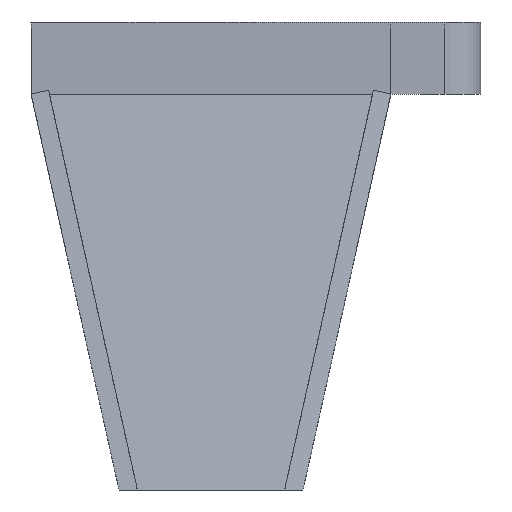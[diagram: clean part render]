
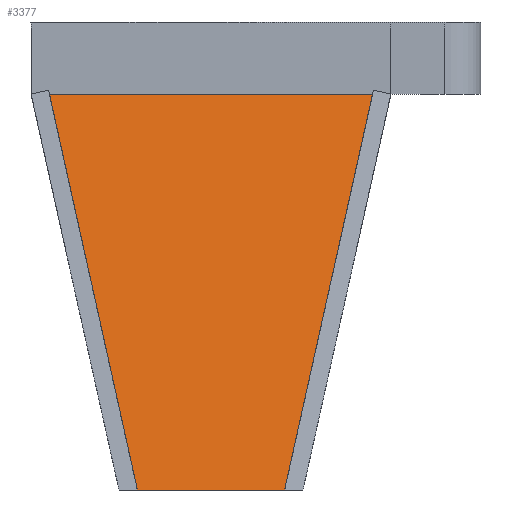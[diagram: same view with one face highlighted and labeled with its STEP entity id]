
A CAD part, front view. The second image highlights one B-rep face of the part: STEP entity #3377.
In plain terms, the highlighted planar face has unit normal (0, -0.985, 0.175).
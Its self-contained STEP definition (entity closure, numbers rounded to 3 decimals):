
#657 = PLANE('',#658);
#658 = AXIS2_PLACEMENT_3D('',#659,#660,#661);
#659 = CARTESIAN_POINT('',(-10.,-17.324,-44.));
#660 = DIRECTION('',(0.,0.,-1.));
#661 = DIRECTION('',(-1.,0.,0.));
#1812 = VERTEX_POINT('',#1813);
#1813 = CARTESIAN_POINT('',(28.173,-7.822,-44.));
#1826 = PLANE('',#1827);
#1827 = AXIS2_PLACEMENT_3D('',#1828,#1829,#1830);
#1828 = CARTESIAN_POINT('',(28.048,-8.,-44.566));
#1829 = DIRECTION('',(-0.976,0.,0.217)
  );
#1830 = DIRECTION('',(-0.217,0.,-0.976));
#1837 = EDGE_CURVE('',#1838,#1812,#1840,.T.);
#1838 = VERTEX_POINT('',#1839);
#1839 = CARTESIAN_POINT('',(11.827,-7.822,-44.));
#1840 = SURFACE_CURVE('',#1841,(#1845,#1851),.PCURVE_S1.);
#1841 = LINE('',#1842,#1843);
#1842 = CARTESIAN_POINT('',(15.,-7.822,-44.));
#1843 = VECTOR('',#1844,1.);
#1844 = DIRECTION('',(1.,0.,0.));
#1845 = PCURVE('',#657,#1846);
#1846 = DEFINITIONAL_REPRESENTATION('',(#1847),#1850);
#1847 = B_SPLINE_CURVE_WITH_KNOTS('',1,(#1848,#1849),.UNSPECIFIED.,.F.,
  .F.,(2,2),(-12.951,22.951),.PIECEWISE_BEZIER_KNOTS.);
#1848 = CARTESIAN_POINT('',(-12.049,9.502));
#1849 = CARTESIAN_POINT('',(-47.951,9.502));
#1850 = ( GEOMETRIC_REPRESENTATION_CONTEXT(2) 
PARAMETRIC_REPRESENTATION_CONTEXT() REPRESENTATION_CONTEXT('2D SPACE',''
  ) );
#1851 = PCURVE('',#1852,#1857);
#1852 = PLANE('',#1853);
#1853 = AXIS2_PLACEMENT_3D('',#1854,#1855,#1856);
#1854 = CARTESIAN_POINT('',(40.,0.,0.));
#1855 = DIRECTION('',(0.,-0.985,0.175));
#1856 = DIRECTION('',(0.,-0.175,-0.985));
#1857 = DEFINITIONAL_REPRESENTATION('',(#1858),#1861);
#1858 = B_SPLINE_CURVE_WITH_KNOTS('',1,(#1859,#1860),.UNSPECIFIED.,.F.,
  .F.,(2,2),(-12.951,22.951),.PIECEWISE_BEZIER_KNOTS.);
#1859 = CARTESIAN_POINT('',(44.69,-37.951));
#1860 = CARTESIAN_POINT('',(44.69,-2.049));
#1861 = ( GEOMETRIC_REPRESENTATION_CONTEXT(2) 
PARAMETRIC_REPRESENTATION_CONTEXT() REPRESENTATION_CONTEXT('2D SPACE',''
  ) );
#1878 = PLANE('',#1879);
#1879 = AXIS2_PLACEMENT_3D('',#1880,#1881,#1882);
#1880 = CARTESIAN_POINT('',(5.98,10.534,
    -17.691));
#1881 = DIRECTION('',(0.976,0.,0.217)
  );
#1882 = DIRECTION('',(-0.217,0.,0.976)
  );
#3321 = PLANE('',#3322);
#3322 = AXIS2_PLACEMENT_3D('',#3323,#3324,#3325);
#3323 = CARTESIAN_POINT('',(0.,0.,0.));
#3324 = DIRECTION('',(0.,1.,0.));
#3325 = DIRECTION('',(1.,0.,0.));
#3338 = EDGE_CURVE('',#1838,#3339,#3341,.T.);
#3339 = VERTEX_POINT('',#3340);
#3340 = CARTESIAN_POINT('',(2.049,0.,0.));
#3341 = SURFACE_CURVE('',#3342,(#3346,#3352),.PCURVE_S1.);
#3342 = LINE('',#3343,#3344);
#3343 = CARTESIAN_POINT('',(4.631,-2.066,
    -11.622));
#3344 = VECTOR('',#3345,1.);
#3345 = DIRECTION('',(-0.214,0.171,0.962));
#3346 = PCURVE('',#1878,#3347);
#3347 = DEFINITIONAL_REPRESENTATION('',(#3348),#3351);
#3348 = B_SPLINE_CURVE_WITH_KNOTS('',1,(#3349,#3350),.UNSPECIFIED.,.F.,
  .F.,(2,2),(-34.253,12.083),.PIECEWISE_BEZIER_KNOTS.);
#3349 = CARTESIAN_POINT('',(-27.531,18.457));
#3350 = CARTESIAN_POINT('',(18.123,10.534));
#3351 = ( GEOMETRIC_REPRESENTATION_CONTEXT(2) 
PARAMETRIC_REPRESENTATION_CONTEXT() REPRESENTATION_CONTEXT('2D SPACE',''
  ) );
#3352 = PCURVE('',#1852,#3353);
#3353 = DEFINITIONAL_REPRESENTATION('',(#3354),#3357);
#3354 = B_SPLINE_CURVE_WITH_KNOTS('',1,(#3355,#3356),.UNSPECIFIED.,.F.,
  .F.,(2,2),(-34.253,12.083),.PIECEWISE_BEZIER_KNOTS.);
#3355 = CARTESIAN_POINT('',(45.265,-28.048));
#3356 = CARTESIAN_POINT('',(0.,-37.951));
#3357 = ( GEOMETRIC_REPRESENTATION_CONTEXT(2) 
PARAMETRIC_REPRESENTATION_CONTEXT() REPRESENTATION_CONTEXT('2D SPACE',''
  ) );
#3377 = ADVANCED_FACE('',(#3378),#1852,.T.);
#3378 = FACE_BOUND('',#3379,.T.);
#3379 = EDGE_LOOP('',(#3380,#3381,#3382,#3403));
#3380 = ORIENTED_EDGE('',*,*,#3338,.F.);
#3381 = ORIENTED_EDGE('',*,*,#1837,.T.);
#3382 = ORIENTED_EDGE('',*,*,#3383,.F.);
#3383 = EDGE_CURVE('',#3384,#1812,#3386,.T.);
#3384 = VERTEX_POINT('',#3385);
#3385 = CARTESIAN_POINT('',(37.951,0.,0.));
#3386 = SURFACE_CURVE('',#3387,(#3391,#3397),.PCURVE_S1.);
#3387 = LINE('',#3388,#3389);
#3388 = CARTESIAN_POINT('',(33.045,-3.925,
    -22.079));
#3389 = VECTOR('',#3390,1.);
#3390 = DIRECTION('',(-0.214,-0.171,-0.962));
#3391 = PCURVE('',#1852,#3392);
#3392 = DEFINITIONAL_REPRESENTATION('',(#3393),#3396);
#3393 = B_SPLINE_CURVE_WITH_KNOTS('',1,(#3394,#3395),.UNSPECIFIED.,.F.,
  .F.,(2,2),(-22.955,23.38),.PIECEWISE_BEZIER_KNOTS.);
#3394 = CARTESIAN_POINT('',(0.,-2.049));
#3395 = CARTESIAN_POINT('',(45.265,-11.952));
#3396 = ( GEOMETRIC_REPRESENTATION_CONTEXT(2) 
PARAMETRIC_REPRESENTATION_CONTEXT() REPRESENTATION_CONTEXT('2D SPACE',''
  ) );
#3397 = PCURVE('',#1826,#3398);
#3398 = DEFINITIONAL_REPRESENTATION('',(#3399),#3402);
#3399 = B_SPLINE_CURVE_WITH_KNOTS('',1,(#3400,#3401),.UNSPECIFIED.,.F.,
  .F.,(2,2),(-22.955,23.38),.PIECEWISE_BEZIER_KNOTS.);
#3400 = CARTESIAN_POINT('',(-45.653,-8.));
#3401 = CARTESIAN_POINT('',(0.,-0.077));
#3402 = ( GEOMETRIC_REPRESENTATION_CONTEXT(2) 
PARAMETRIC_REPRESENTATION_CONTEXT() REPRESENTATION_CONTEXT('2D SPACE',''
  ) );
#3403 = ORIENTED_EDGE('',*,*,#3404,.T.);
#3404 = EDGE_CURVE('',#3384,#3339,#3405,.T.);
#3405 = SURFACE_CURVE('',#3406,(#3410,#3417),.PCURVE_S1.);
#3406 = LINE('',#3407,#3408);
#3407 = CARTESIAN_POINT('',(40.,0.,0.));
#3408 = VECTOR('',#3409,1.);
#3409 = DIRECTION('',(-1.,-0.,-0.));
#3410 = PCURVE('',#1852,#3411);
#3411 = DEFINITIONAL_REPRESENTATION('',(#3412),#3416);
#3412 = LINE('',#3413,#3414);
#3413 = CARTESIAN_POINT('',(0.,0.));
#3414 = VECTOR('',#3415,1.);
#3415 = DIRECTION('',(0.,-1.));
#3416 = ( GEOMETRIC_REPRESENTATION_CONTEXT(2) 
PARAMETRIC_REPRESENTATION_CONTEXT() REPRESENTATION_CONTEXT('2D SPACE',''
  ) );
#3417 = PCURVE('',#3321,#3418);
#3418 = DEFINITIONAL_REPRESENTATION('',(#3419),#3423);
#3419 = LINE('',#3420,#3421);
#3420 = CARTESIAN_POINT('',(40.,0.));
#3421 = VECTOR('',#3422,1.);
#3422 = DIRECTION('',(-1.,0.));
#3423 = ( GEOMETRIC_REPRESENTATION_CONTEXT(2) 
PARAMETRIC_REPRESENTATION_CONTEXT() REPRESENTATION_CONTEXT('2D SPACE',''
  ) );
